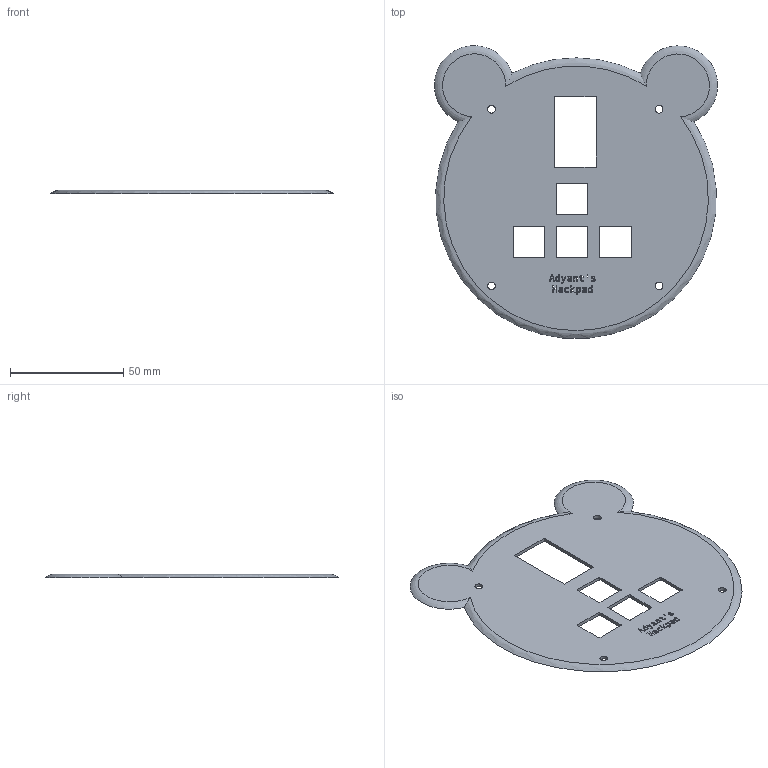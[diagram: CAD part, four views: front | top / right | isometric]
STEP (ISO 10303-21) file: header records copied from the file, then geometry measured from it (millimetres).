
FILE_DESCRIPTION(/* description */ (''),/* implementation_level */ '2;1');
FILE_NAME(/* name */ 'top-bear-case.step',/* time_stamp */ '2026-01-11T14:04:45-08:00',/* author */ (''),/* organization */ (''),/* preprocessor_version */ 'ST-DEVELOPER v20.1',/* originating_system */ 'Autodesk Translation Framework v14.21.0.0',/* authorisation */ '');
FILE_SCHEMA (('AUTOMOTIVE_DESIGN { 1 0 10303 214 3 1 1 }'));
Length unit declared in the file: millimetre
Products named in the file (1): 2026-01-02-22-21-31-595
Bounding box: 124.94 x 129.13 x 1.5 mm (x, y, z)
Volume: 17262.1 mm3; surface area: 25043.7 mm2
Topology: 8 solids, 8 shells, 328 faces, 936 edges, 624 vertices
Faces by surface type: bspline 159, plane 145, cylinder 20, torus 4
Full cylindrical faces by diameter (mm): 3.4 x4
Entity records: 12552 total; most frequent: CARTESIAN_POINT 4932, ORIENTED_EDGE 1872, DIRECTION 1002, EDGE_CURVE 936, VERTEX_POINT 624, LINE 566, VECTOR 566, EDGE_LOOP 376
